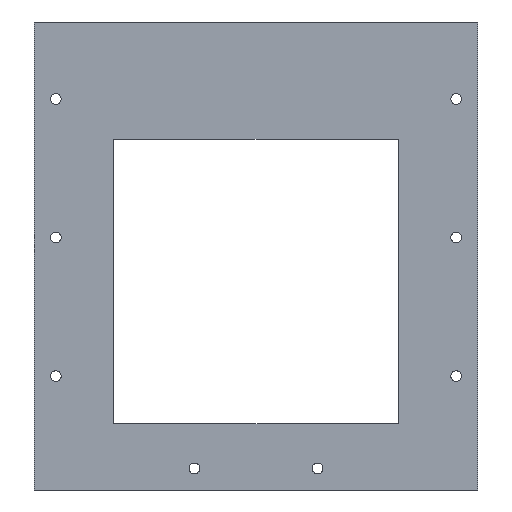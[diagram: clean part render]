
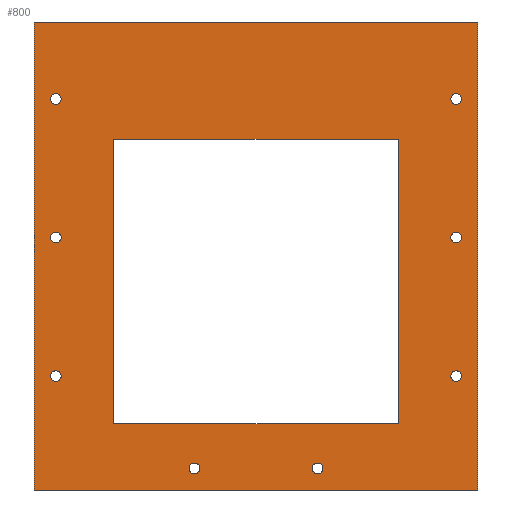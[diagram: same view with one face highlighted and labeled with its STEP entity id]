
A CAD part, front view. The second image highlights one B-rep face of the part: STEP entity #800.
In plain terms, the highlighted planar face has unit normal (0, -1, 0).
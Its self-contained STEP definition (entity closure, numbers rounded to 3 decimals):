
#27=FACE_BOUND('',#155,.T.);
#28=FACE_BOUND('',#156,.T.);
#29=FACE_BOUND('',#157,.T.);
#30=FACE_BOUND('',#158,.T.);
#31=FACE_BOUND('',#159,.T.);
#32=FACE_BOUND('',#160,.T.);
#33=FACE_BOUND('',#161,.T.);
#34=FACE_BOUND('',#162,.T.);
#35=FACE_BOUND('',#163,.T.);
#60=PLANE('',#896);
#101=FACE_OUTER_BOUND('',#154,.T.);
#154=EDGE_LOOP('',(#728,#729,#730,#731));
#155=EDGE_LOOP('',(#732));
#156=EDGE_LOOP('',(#733));
#157=EDGE_LOOP('',(#734));
#158=EDGE_LOOP('',(#735));
#159=EDGE_LOOP('',(#736));
#160=EDGE_LOOP('',(#737));
#161=EDGE_LOOP('',(#738));
#162=EDGE_LOOP('',(#739));
#163=EDGE_LOOP('',(#740,#741,#742,#743));
#213=LINE('',#1257,#289);
#216=LINE('',#1262,#292);
#230=LINE('',#1323,#306);
#231=LINE('',#1325,#307);
#232=LINE('',#1329,#308);
#235=LINE('',#1334,#311);
#237=LINE('',#1338,#313);
#239=LINE('',#1341,#315);
#289=VECTOR('',#1028,10.);
#292=VECTOR('',#1033,10.);
#306=VECTOR('',#1099,10.);
#307=VECTOR('',#1102,10.);
#308=VECTOR('',#1105,10.);
#311=VECTOR('',#1110,10.);
#313=VECTOR('',#1114,10.);
#315=VECTOR('',#1118,10.);
#340=CIRCLE('',#875,1.75);
#341=CIRCLE('',#877,1.75);
#342=CIRCLE('',#879,1.75);
#343=CIRCLE('',#881,1.75);
#344=CIRCLE('',#883,1.75);
#345=CIRCLE('',#885,1.75);
#346=CIRCLE('',#887,1.75);
#347=CIRCLE('',#889,1.75);
#392=VERTEX_POINT('',#1254);
#393=VERTEX_POINT('',#1256);
#394=VERTEX_POINT('',#1260);
#407=VERTEX_POINT('',#1289);
#408=VERTEX_POINT('',#1293);
#409=VERTEX_POINT('',#1297);
#410=VERTEX_POINT('',#1301);
#411=VERTEX_POINT('',#1305);
#412=VERTEX_POINT('',#1309);
#413=VERTEX_POINT('',#1313);
#414=VERTEX_POINT('',#1317);
#415=VERTEX_POINT('',#1321);
#416=VERTEX_POINT('',#1327);
#417=VERTEX_POINT('',#1328);
#418=VERTEX_POINT('',#1333);
#419=VERTEX_POINT('',#1337);
#485=EDGE_CURVE('',#393,#392,#213,.T.);
#488=EDGE_CURVE('',#392,#394,#216,.T.);
#502=EDGE_CURVE('',#407,#407,#340,.T.);
#504=EDGE_CURVE('',#408,#408,#341,.T.);
#506=EDGE_CURVE('',#409,#409,#342,.T.);
#508=EDGE_CURVE('',#410,#410,#343,.T.);
#510=EDGE_CURVE('',#411,#411,#344,.T.);
#512=EDGE_CURVE('',#412,#412,#345,.T.);
#514=EDGE_CURVE('',#413,#413,#346,.T.);
#516=EDGE_CURVE('',#414,#414,#347,.T.);
#518=EDGE_CURVE('',#394,#415,#230,.T.);
#519=EDGE_CURVE('',#415,#393,#231,.T.);
#520=EDGE_CURVE('',#416,#417,#232,.T.);
#523=EDGE_CURVE('',#418,#416,#235,.T.);
#525=EDGE_CURVE('',#419,#418,#237,.T.);
#527=EDGE_CURVE('',#417,#419,#239,.T.);
#728=ORIENTED_EDGE('',*,*,#527,.F.);
#729=ORIENTED_EDGE('',*,*,#520,.F.);
#730=ORIENTED_EDGE('',*,*,#523,.F.);
#731=ORIENTED_EDGE('',*,*,#525,.F.);
#732=ORIENTED_EDGE('',*,*,#502,.T.);
#733=ORIENTED_EDGE('',*,*,#504,.T.);
#734=ORIENTED_EDGE('',*,*,#506,.T.);
#735=ORIENTED_EDGE('',*,*,#508,.T.);
#736=ORIENTED_EDGE('',*,*,#510,.T.);
#737=ORIENTED_EDGE('',*,*,#512,.T.);
#738=ORIENTED_EDGE('',*,*,#514,.T.);
#739=ORIENTED_EDGE('',*,*,#516,.T.);
#740=ORIENTED_EDGE('',*,*,#518,.T.);
#741=ORIENTED_EDGE('',*,*,#519,.T.);
#742=ORIENTED_EDGE('',*,*,#485,.T.);
#743=ORIENTED_EDGE('',*,*,#488,.T.);
#800=ADVANCED_FACE('',(#101,#27,#28,#29,#30,#31,#32,#33,#34,#35),#60,.F.);
#875=AXIS2_PLACEMENT_3D('',#1291,#1059,#1060);
#877=AXIS2_PLACEMENT_3D('',#1295,#1064,#1065);
#879=AXIS2_PLACEMENT_3D('',#1299,#1069,#1070);
#881=AXIS2_PLACEMENT_3D('',#1303,#1074,#1075);
#883=AXIS2_PLACEMENT_3D('',#1307,#1079,#1080);
#885=AXIS2_PLACEMENT_3D('',#1311,#1084,#1085);
#887=AXIS2_PLACEMENT_3D('',#1315,#1089,#1090);
#889=AXIS2_PLACEMENT_3D('',#1319,#1094,#1095);
#896=AXIS2_PLACEMENT_3D('',#1342,#1119,#1120);
#1028=DIRECTION('',(1.,0.,0.));
#1033=DIRECTION('',(0.,0.,-1.));
#1059=DIRECTION('center_axis',(0.,1.,0.));
#1060=DIRECTION('ref_axis',(1.,0.,0.));
#1064=DIRECTION('center_axis',(0.,1.,0.));
#1065=DIRECTION('ref_axis',(1.,0.,0.));
#1069=DIRECTION('center_axis',(0.,1.,0.));
#1070=DIRECTION('ref_axis',(1.,0.,0.));
#1074=DIRECTION('center_axis',(0.,1.,0.));
#1075=DIRECTION('ref_axis',(1.,0.,0.));
#1079=DIRECTION('center_axis',(0.,1.,0.));
#1080=DIRECTION('ref_axis',(1.,0.,0.));
#1084=DIRECTION('center_axis',(0.,1.,0.));
#1085=DIRECTION('ref_axis',(1.,0.,0.));
#1089=DIRECTION('center_axis',(0.,1.,0.));
#1090=DIRECTION('ref_axis',(1.,0.,0.));
#1094=DIRECTION('center_axis',(0.,1.,0.));
#1095=DIRECTION('ref_axis',(1.,0.,0.));
#1099=DIRECTION('',(-1.,0.,0.));
#1102=DIRECTION('',(0.,0.,1.));
#1105=DIRECTION('',(0.,0.,1.));
#1110=DIRECTION('',(-1.,0.,0.));
#1114=DIRECTION('',(0.,0.,-1.));
#1118=DIRECTION('',(1.,0.,0.));
#1119=DIRECTION('center_axis',(0.,1.,0.));
#1120=DIRECTION('ref_axis',(0.,0.,1.));
#1254=CARTESIAN_POINT('',(46.232,0.,37.913));
#1256=CARTESIAN_POINT('',(-46.232,0.,37.913));
#1257=CARTESIAN_POINT('',(23.116,0.,37.913));
#1260=CARTESIAN_POINT('',(46.232,0.,-54.465));
#1262=CARTESIAN_POINT('',(46.232,0.,-27.233));
#1289=CARTESIAN_POINT('',(18.25,0.,-69.));
#1291=CARTESIAN_POINT('Origin',(20.,0.,-69.));
#1293=CARTESIAN_POINT('',(-21.75,0.,-69.));
#1295=CARTESIAN_POINT('Origin',(-20.,0.,-69.));
#1297=CARTESIAN_POINT('',(63.25,0.,51.));
#1299=CARTESIAN_POINT('Origin',(65.,0.,51.));
#1301=CARTESIAN_POINT('',(63.25,0.,-39.));
#1303=CARTESIAN_POINT('Origin',(65.,0.,-39.));
#1305=CARTESIAN_POINT('',(63.25,0.,6.));
#1307=CARTESIAN_POINT('Origin',(65.,0.,6.));
#1309=CARTESIAN_POINT('',(-66.75,0.,51.));
#1311=CARTESIAN_POINT('Origin',(-65.,0.,51.));
#1313=CARTESIAN_POINT('',(-66.75,0.,-39.));
#1315=CARTESIAN_POINT('Origin',(-65.,0.,-39.));
#1317=CARTESIAN_POINT('',(-66.75,0.,6.));
#1319=CARTESIAN_POINT('Origin',(-65.,0.,6.));
#1321=CARTESIAN_POINT('',(-46.232,0.,-54.465));
#1323=CARTESIAN_POINT('',(-23.116,0.,-54.465));
#1325=CARTESIAN_POINT('',(-46.232,0.,18.957));
#1327=CARTESIAN_POINT('',(-72.,0.,-76.));
#1328=CARTESIAN_POINT('',(-72.,0.,76.));
#1329=CARTESIAN_POINT('',(-72.,0.,-76.));
#1333=CARTESIAN_POINT('',(72.,0.,-76.));
#1334=CARTESIAN_POINT('',(72.,0.,-76.));
#1337=CARTESIAN_POINT('',(72.,0.,76.));
#1338=CARTESIAN_POINT('',(72.,0.,76.));
#1341=CARTESIAN_POINT('',(-72.,0.,76.));
#1342=CARTESIAN_POINT('Origin',(0.,0.,0.));
